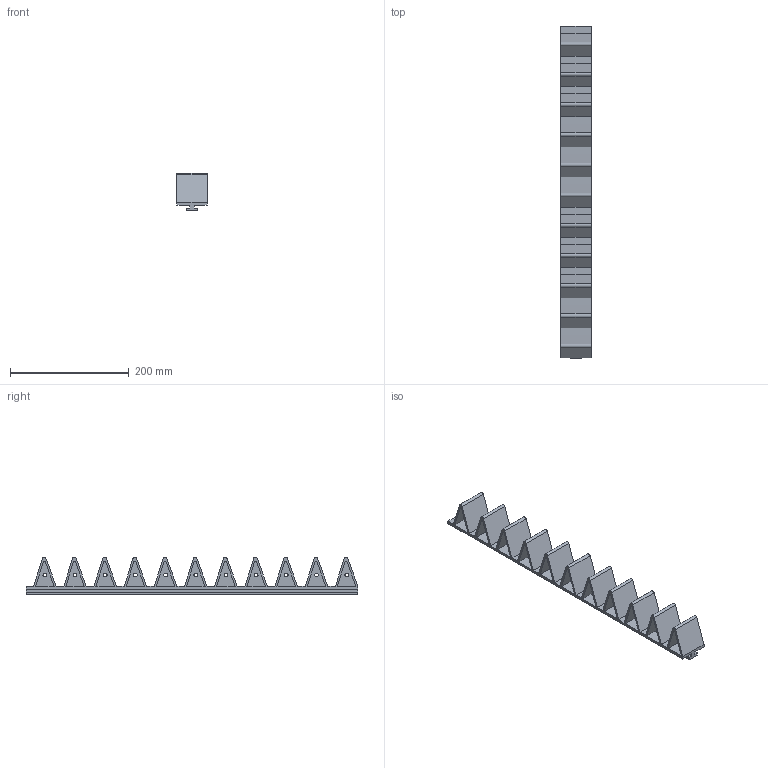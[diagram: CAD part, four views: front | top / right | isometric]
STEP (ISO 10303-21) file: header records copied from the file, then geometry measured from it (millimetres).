
FILE_DESCRIPTION(('CATIA V5 STEP Exchange','CAx-IF Rec.Pracs.--- Model Styling and Organization---1.5--- 2016-08-15','CAx-IF Rec.Pracs.---Supplemental Geometry---1.0---2011-11-01','CAx-IF Rec.Pracs.--- Composite Materials ---1.1---2010-07-15'),'2;1');
FILE_NAME('DE143 SEPARATOR DUNNAGE.stp','2023-03-29T19:36:15+00:00',('none'),('none'),'CATIA Version 5-6 Release 2020 SP3 HF5','CATIA V5 STEP AP214 Edition 3 v2','none');
FILE_SCHEMA(('AUTOMOTIVE_DESIGN { 1 0 10303 214 3 1 1 1 }'));
Length unit declared in the file: inch
Products named in the file (1): DE143 SEPARATOR DUNNAGE
Bounding box: 50.8 x 558.8 x 63.49 mm (x, y, z)
Volume: 438059.5 mm3; surface area: 208988.3 mm2
Topology: 1 solids, 1 shells, 189 faces, 495 edges, 330 vertices
Faces by surface type: plane 134, cylinder 55
Entity records: 5266 total; most frequent: ORIENTED_EDGE 990, CARTESIAN_POINT 917, DIRECTION 677, EDGE_CURVE 495, VECTOR 385, LINE 385, VERTEX_POINT 330, EDGE_LOOP 233
